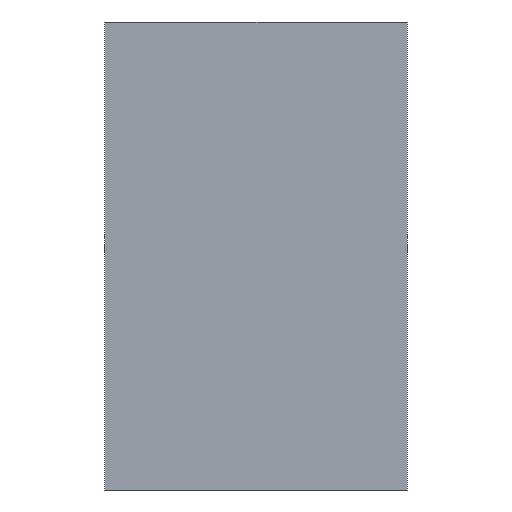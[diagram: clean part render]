
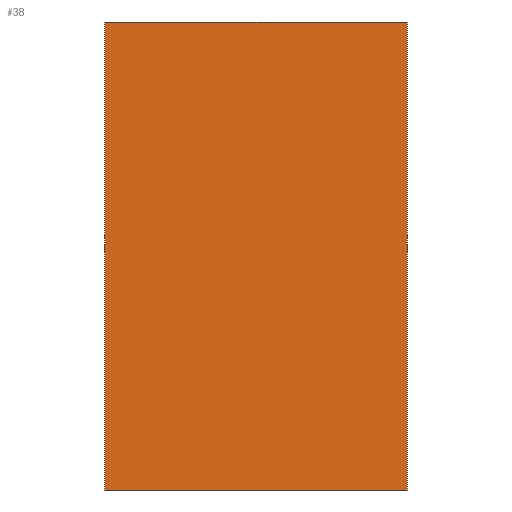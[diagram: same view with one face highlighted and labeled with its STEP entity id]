
A CAD part, left-side view. The second image highlights one B-rep face of the part: STEP entity #38.
In plain terms, the highlighted planar face has unit normal (-1, 0, 0).
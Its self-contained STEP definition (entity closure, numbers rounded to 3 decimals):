
#38 = ADVANCED_FACE( '', ( #77 ), #78, .F. );
#77 = FACE_OUTER_BOUND( '', #126, .T. );
#78 = PLANE( '', #127 );
#126 = EDGE_LOOP( '', ( #179, #180, #181, #182 ) );
#127 = AXIS2_PLACEMENT_3D( '', #183, #184, #185 );
#179 = ORIENTED_EDGE( '', *, *, #252, .T. );
#180 = ORIENTED_EDGE( '', *, *, #246, .F. );
#181 = ORIENTED_EDGE( '', *, *, #253, .F. );
#182 = ORIENTED_EDGE( '', *, *, #254, .T. );
#183 = CARTESIAN_POINT( '', ( -448., 31., 96. ) );
#184 = DIRECTION( '', ( 1., 0., 0. ) );
#185 = DIRECTION( '', ( 0., 0., -1. ) );
#246 = EDGE_CURVE( '', #278, #273, #280, .T. );
#252 = EDGE_CURVE( '', #288, #273, #289, .T. );
#253 = EDGE_CURVE( '', #290, #278, #291, .T. );
#254 = EDGE_CURVE( '', #290, #288, #292, .T. );
#273 = VERTEX_POINT( '', #319 );
#278 = VERTEX_POINT( '', #326 );
#280 = LINE( '', #329, #330 );
#288 = VERTEX_POINT( '', #341 );
#289 = LINE( '', #342, #343 );
#290 = VERTEX_POINT( '', #344 );
#291 = LINE( '', #345, #346 );
#292 = LINE( '', #347, #348 );
#319 = CARTESIAN_POINT( '', ( -448., -31., 0. ) );
#326 = CARTESIAN_POINT( '', ( -448., -31., 96. ) );
#329 = CARTESIAN_POINT( '', ( -448., -31., 96. ) );
#330 = VECTOR( '', #379, 1000. );
#341 = CARTESIAN_POINT( '', ( -448., 31., 0. ) );
#342 = CARTESIAN_POINT( '', ( -448., 31., 0. ) );
#343 = VECTOR( '', #383, 1000. );
#344 = CARTESIAN_POINT( '', ( -448., 31., 96. ) );
#345 = CARTESIAN_POINT( '', ( -448., 31., 96. ) );
#346 = VECTOR( '', #384, 1000. );
#347 = CARTESIAN_POINT( '', ( -448., 31., 96. ) );
#348 = VECTOR( '', #385, 1000. );
#379 = DIRECTION( '', ( 0., 0., -1. ) );
#383 = DIRECTION( '', ( 0., -1., 0. ) );
#384 = DIRECTION( '', ( 0., -1., 0. ) );
#385 = DIRECTION( '', ( 0., 0., -1. ) );
